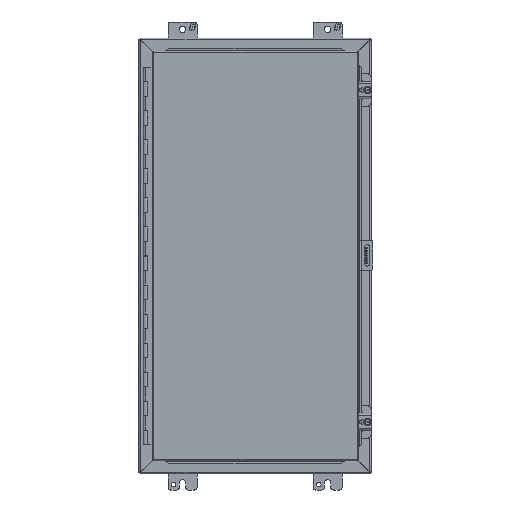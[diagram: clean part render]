
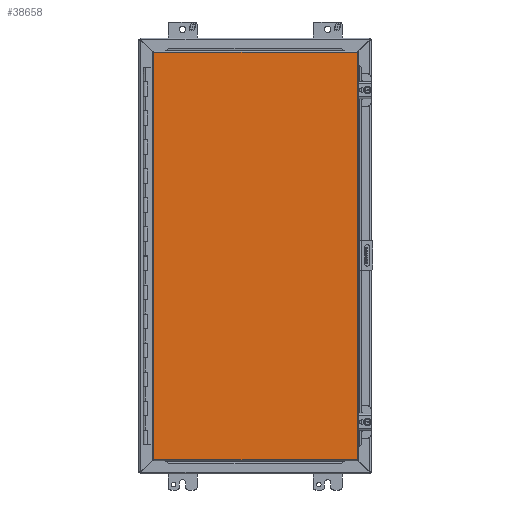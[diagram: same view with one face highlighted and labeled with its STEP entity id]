
A CAD part, front view. The second image highlights one B-rep face of the part: STEP entity #38658.
In plain terms, the highlighted planar face has unit normal (0, -1, 0).
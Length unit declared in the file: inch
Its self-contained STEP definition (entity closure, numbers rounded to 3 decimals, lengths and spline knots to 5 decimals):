
#3424 = LINE ( 'NONE', #19281, #47936 ) ;
#4613 = VERTEX_POINT ( 'NONE', #6161 ) ;
#6161 = CARTESIAN_POINT ( 'NONE',  ( 7.04626, -7.18504, 14.02376 ) ) ;
#6985 = EDGE_CURVE ( 'NONE', #19209, #4613, #20507, .T. ) ;
#11465 = DIRECTION ( 'NONE',  ( 0., 0., -1. ) ) ;
#11611 = CARTESIAN_POINT ( 'NONE',  ( -6.98426, -7.18504, 14.02376 ) ) ;
#15921 = LINE ( 'NONE', #19840, #32693 ) ;
#17976 = CARTESIAN_POINT ( 'NONE',  ( -6.98426, -7.18504, -14.02376 ) ) ;
#19209 = VERTEX_POINT ( 'NONE', #28325 ) ;
#19217 = VERTEX_POINT ( 'NONE', #28589 ) ;
#19281 = CARTESIAN_POINT ( 'NONE',  ( -6.98426, -7.18504, -14.02376 ) ) ;
#19840 = CARTESIAN_POINT ( 'NONE',  ( -6.98426, -7.18504, -14.02376 ) ) ;
#20507 = LINE ( 'NONE', #40693, #22504 ) ;
#22230 = ORIENTED_EDGE ( 'NONE', *, *, #31269, .T. ) ;
#22504 = VECTOR ( 'NONE', #24373, 39.37008 ) ;
#24373 = DIRECTION ( 'NONE',  ( 0., 0., 1. ) ) ;
#27030 = ORIENTED_EDGE ( 'NONE', *, *, #29963, .T. ) ;
#28325 = CARTESIAN_POINT ( 'NONE',  ( 7.04626, -7.18504, -14.02376 ) ) ;
#28589 = CARTESIAN_POINT ( 'NONE',  ( -6.98426, -7.18504, 14.02376 ) ) ;
#29711 = AXIS2_PLACEMENT_3D ( 'NONE', #17976, #50125, #41057 ) ;
#29963 = EDGE_CURVE ( 'NONE', #39376, #19209, #3424, .T. ) ;
#31269 = EDGE_CURVE ( 'NONE', #4613, #19217, #50339, .T. ) ;
#32693 = VECTOR ( 'NONE', #11465, 39.37008 ) ;
#33651 = ORIENTED_EDGE ( 'NONE', *, *, #6985, .T. ) ;
#35070 = DIRECTION ( 'NONE',  ( 1., 0., 0. ) ) ;
#35473 = EDGE_CURVE ( 'NONE', #19217, #39376, #15921, .T. ) ;
#37739 = CARTESIAN_POINT ( 'NONE',  ( -6.98426, -7.18504, -14.02376 ) ) ;
#38168 = PLANE ( 'NONE',  #29711 ) ;
#38658 = ADVANCED_FACE ( 'NONE', ( #49603 ), #38168, .F. ) ;
#38743 = EDGE_LOOP ( 'NONE', ( #33651, #22230, #45281, #27030 ) ) ;
#39376 = VERTEX_POINT ( 'NONE', #37739 ) ;
#40693 = CARTESIAN_POINT ( 'NONE',  ( 7.04626, -7.18504, -14.02376 ) ) ;
#41057 = DIRECTION ( 'NONE',  ( -1., 0., 0. ) ) ;
#45281 = ORIENTED_EDGE ( 'NONE', *, *, #35473, .T. ) ;
#46428 = DIRECTION ( 'NONE',  ( -1., 0., 0. ) ) ;
#47936 = VECTOR ( 'NONE', #35070, 39.37008 ) ;
#49603 = FACE_OUTER_BOUND ( 'NONE', #38743, .T. ) ;
#50125 = DIRECTION ( 'NONE',  ( 0., 1., 0. ) ) ;
#50339 = LINE ( 'NONE', #11611, #51315 ) ;
#51315 = VECTOR ( 'NONE', #46428, 39.37008 ) ;
